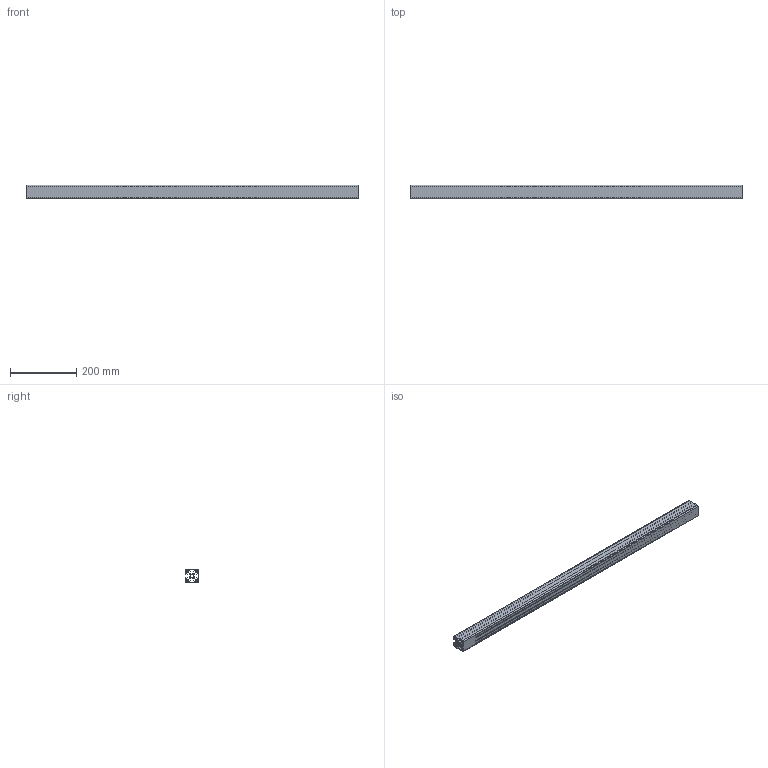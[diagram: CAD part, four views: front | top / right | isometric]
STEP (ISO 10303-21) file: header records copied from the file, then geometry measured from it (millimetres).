
FILE_DESCRIPTION(('STEP AP214'),'1');
FILE_NAME('cctmp_592A7881-26D8-4248-9093-680CDF8C4621_2020_1_20_9_57_36_93..stp','2020-01-20T08:57:36',('Bosch Rexroth AG'),('CADClick - www.CADClick.com'),'Spatial InterOp 3D',' ','unknown authorization - (Healing Option Enabled)');
FILE_SCHEMA(('AUTOMOTIVE_DESIGN'));
Length unit declared in the file: millimetre
Products named in the file (1): 2020_01_20__09-57-36-093
Bounding box: 1000 x 40 x 40 mm (x, y, z)
Volume: 604548.8 mm3; surface area: 574816 mm2
Topology: 1 solids, 1 shells, 122 faces, 360 edges, 240 vertices
Faces by surface type: plane 106, cylinder 16
Entity records: 5048 total; most frequent: CARTESIAN_POINT 723, ORIENTED_EDGE 720, DIRECTION 638, EDGE_CURVE 360, LINE 328, VECTOR 328, VERTEX_POINT 240, AXIS2_PLACEMENT_3D 155
